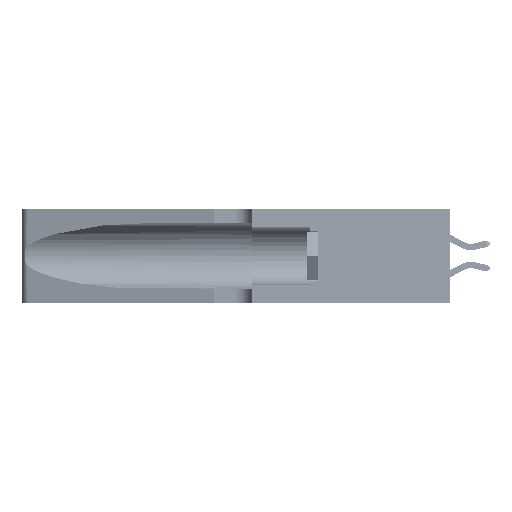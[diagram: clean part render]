
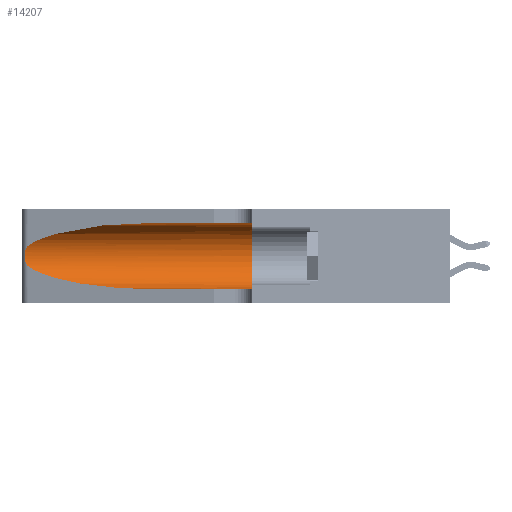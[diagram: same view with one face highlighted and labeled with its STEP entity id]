
A CAD part, left-side view. The second image highlights one B-rep face of the part: STEP entity #14207.
In plain terms, the highlighted cylindrical face has radius 3.308 mm (diameter 6.617 mm), a partial arc.
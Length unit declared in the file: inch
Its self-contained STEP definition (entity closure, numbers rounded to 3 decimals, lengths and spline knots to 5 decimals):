
#141 =( BOUNDED_CURVE ( )  B_SPLINE_CURVE ( 3, ( #23882, #492, #27821, #4462 ),
 .UNSPECIFIED., .F., .F. ) 
 B_SPLINE_CURVE_WITH_KNOTS ( ( 4, 4 ),
 ( 3.44316, 4.71239 ),
 .UNSPECIFIED. ) 
 CURVE ( )  GEOMETRIC_REPRESENTATION_ITEM ( )  RATIONAL_B_SPLINE_CURVE ( ( 1., 0.87, 0.87, 1. ) ) 
 REPRESENTATION_ITEM ( '' )  );
#492 = CARTESIAN_POINT ( 'NONE',  ( 0.2373, 1.15595, 0.08982 ) ) ;
#772 = CARTESIAN_POINT ( 'NONE',  ( 0.25487, 1.22718, 0.22369 ) ) ;
#888 = VECTOR ( 'NONE', #42982, 39.37008 ) ;
#932 = CARTESIAN_POINT ( 'NONE',  ( 0.25789, 1.23486, 0.15765 ) ) ;
#1568 = VECTOR ( 'NONE', #45557, 39.37008 ) ;
#2138 = LINE ( 'NONE', #23419, #888 ) ;
#4462 = CARTESIAN_POINT ( 'NONE',  ( 0.1305, 0.72297, 0.05475 ) ) ;
#4877 = CARTESIAN_POINT ( 'NONE',  ( 0.25555, 1.22993, 0.14849 ) ) ;
#10440 = AXIS2_PLACEMENT_3D ( 'NONE', #10725, #37984, #14648 ) ;
#10725 = CARTESIAN_POINT ( 'NONE',  ( 0.1305, 0.35, 0.185 ) ) ;
#12571 = CARTESIAN_POINT ( 'NONE',  ( 0.25787, 1.23484, 0.2124 ) ) ;
#14207 = ADVANCED_FACE ( 'NONE', ( #48945 ), #28302, .F. ) ;
#14421 = ORIENTED_EDGE ( 'NONE', *, *, #38974, .F. ) ;
#14648 = DIRECTION ( 'NONE',  ( 0., 0., 1. ) ) ;
#14673 = CARTESIAN_POINT ( 'NONE',  ( 0.2373, 1.15595, 0.28018 ) ) ;
#15259 = DIRECTION ( 'NONE',  ( 0., -1., 0. ) ) ;
#15637 = VERTEX_POINT ( 'NONE', #20067 ) ;
#15937 = CARTESIAN_POINT ( 'NONE',  ( 0.25487, 1.22718, 0.22369 ) ) ;
#16494 = CARTESIAN_POINT ( 'NONE',  ( 0.26018, 1.23835, 0.19895 ) ) ;
#17206 = VERTEX_POINT ( 'NONE', #17869 ) ;
#17869 = CARTESIAN_POINT ( 'NONE',  ( 0.1305, 0.35, 0.05475 ) ) ;
#18314 = B_SPLINE_CURVE_WITH_KNOTS ( 'NONE', 3,
 ( #772, #20241, #35906, #12571, #39830, #16494, #43715, #20406, #47592, #24322, #932, #28256, #4877, #32172 ),
 .UNSPECIFIED., .F., .F.,
 ( 4, 2, 2, 2, 2, 2, 4 ),
 ( 0., 0.00027, 0.00053, 0.00107, 0.0016, 0.00187, 0.00214 ),
 .UNSPECIFIED. ) ;
#18990 = CARTESIAN_POINT ( 'NONE',  ( 0.1305, 1.61858, 0.185 ) ) ;
#19636 = VERTEX_POINT ( 'NONE', #42892 ) ;
#19867 = ORIENTED_EDGE ( 'NONE', *, *, #45254, .T. ) ;
#20067 = CARTESIAN_POINT ( 'NONE',  ( 0.25487, 1.22718, 0.14631 ) ) ;
#20241 = CARTESIAN_POINT ( 'NONE',  ( 0.25555, 1.22994, 0.2215 ) ) ;
#20311 = VERTEX_POINT ( 'NONE', #15937 ) ;
#20406 = CARTESIAN_POINT ( 'NONE',  ( 0.26075, 1.23896, 0.178 ) ) ;
#21098 = ORIENTED_EDGE ( 'NONE', *, *, #38229, .F. ) ;
#23419 = CARTESIAN_POINT ( 'NONE',  ( 0.1305, 1.61858, 0.31525 ) ) ;
#23882 = CARTESIAN_POINT ( 'NONE',  ( 0.25487, 1.22718, 0.14631 ) ) ;
#24322 = CARTESIAN_POINT ( 'NONE',  ( 0.25856, 1.23593, 0.16098 ) ) ;
#26234 = VERTEX_POINT ( 'NONE', #32439 ) ;
#27248 = CIRCLE ( 'NONE', #10440, 0.13025 ) ;
#27803 = ORIENTED_EDGE ( 'NONE', *, *, #46128, .T. ) ;
#27821 = CARTESIAN_POINT ( 'NONE',  ( 0.18966, 0.96281, 0.05475 ) ) ;
#28256 = CARTESIAN_POINT ( 'NONE',  ( 0.25639, 1.23186, 0.15144 ) ) ;
#28302 = CYLINDRICAL_SURFACE ( 'NONE', #35728, 0.13025 ) ;
#30173 = CARTESIAN_POINT ( 'NONE',  ( 0.1305, 0.72297, 0.31525 ) ) ;
#32172 = CARTESIAN_POINT ( 'NONE',  ( 0.25487, 1.22718, 0.14631 ) ) ;
#32439 = CARTESIAN_POINT ( 'NONE',  ( 0.1305, 0.35, 0.31525 ) ) ;
#32726 = LINE ( 'NONE', #41669, #1568 ) ;
#33885 = VERTEX_POINT ( 'NONE', #49110 ) ;
#35728 = AXIS2_PLACEMENT_3D ( 'NONE', #18990, #15259, #38606 ) ;
#35906 = CARTESIAN_POINT ( 'NONE',  ( 0.25639, 1.23184, 0.21858 ) ) ;
#36933 = ORIENTED_EDGE ( 'NONE', *, *, #42429, .T. ) ;
#37984 = DIRECTION ( 'NONE',  ( 0., 1., 0. ) ) ;
#38229 = EDGE_CURVE ( 'NONE', #26234, #17206, #27248, .T. ) ;
#38606 = DIRECTION ( 'NONE',  ( 0., 0., -1. ) ) ;
#38974 = EDGE_CURVE ( 'NONE', #19636, #26234, #2138, .T. ) ;
#39830 = CARTESIAN_POINT ( 'NONE',  ( 0.25854, 1.2359, 0.20912 ) ) ;
#41669 = CARTESIAN_POINT ( 'NONE',  ( 0.1305, 1.61858, 0.05475 ) ) ;
#41730 =( BOUNDED_CURVE ( )  B_SPLINE_CURVE ( 3, ( #30173, #49512, #14673, #41895 ),
 .UNSPECIFIED., .F., .F. ) 
 B_SPLINE_CURVE_WITH_KNOTS ( ( 4, 4 ),
 ( 1.5708, 2.84003 ),
 .UNSPECIFIED. ) 
 CURVE ( )  GEOMETRIC_REPRESENTATION_ITEM ( )  RATIONAL_B_SPLINE_CURVE ( ( 1., 0.87, 0.87, 1. ) ) 
 REPRESENTATION_ITEM ( '' )  );
#41895 = CARTESIAN_POINT ( 'NONE',  ( 0.25487, 1.22718, 0.22369 ) ) ;
#42429 = EDGE_CURVE ( 'NONE', #20311, #15637, #18314, .T. ) ;
#42892 = CARTESIAN_POINT ( 'NONE',  ( 0.1305, 0.72297, 0.31525 ) ) ;
#42982 = DIRECTION ( 'NONE',  ( 0., -1., 0. ) ) ;
#43715 = CARTESIAN_POINT ( 'NONE',  ( 0.26075, 1.23896, 0.19203 ) ) ;
#45254 = EDGE_CURVE ( 'NONE', #33885, #17206, #32726, .T. ) ;
#45557 = DIRECTION ( 'NONE',  ( 0., -1., 0. ) ) ;
#46021 = ORIENTED_EDGE ( 'NONE', *, *, #46525, .T. ) ;
#46128 = EDGE_CURVE ( 'NONE', #15637, #33885, #141, .T. ) ;
#46525 = EDGE_CURVE ( 'NONE', #19636, #20311, #41730, .T. ) ;
#47005 = EDGE_LOOP ( 'NONE', ( #46021, #36933, #27803, #19867, #21098, #14421 ) ) ;
#47592 = CARTESIAN_POINT ( 'NONE',  ( 0.26017, 1.23833, 0.17102 ) ) ;
#48945 = FACE_OUTER_BOUND ( 'NONE', #47005, .T. ) ;
#49110 = CARTESIAN_POINT ( 'NONE',  ( 0.1305, 0.72297, 0.05475 ) ) ;
#49512 = CARTESIAN_POINT ( 'NONE',  ( 0.18966, 0.96281, 0.31525 ) ) ;
